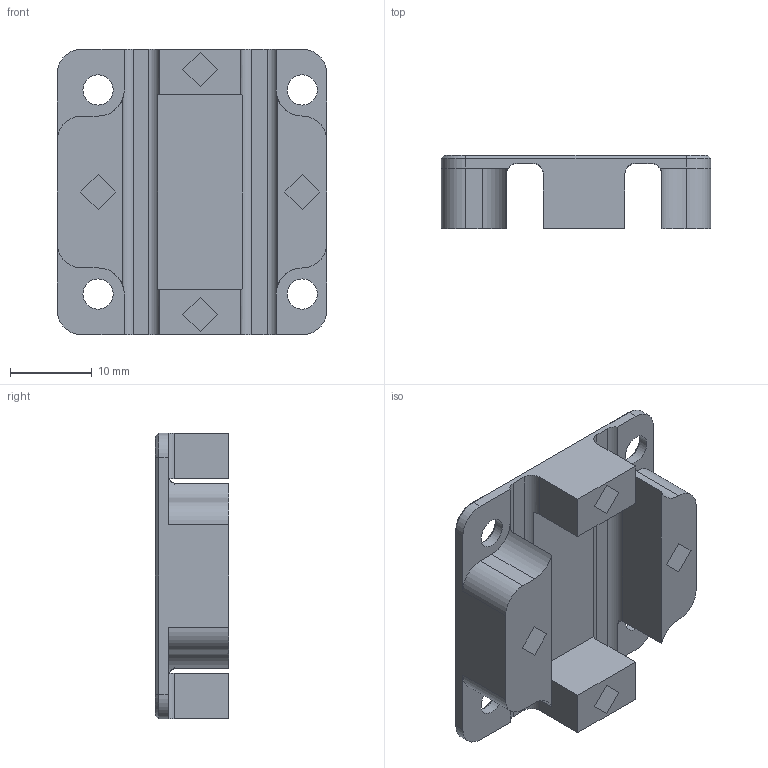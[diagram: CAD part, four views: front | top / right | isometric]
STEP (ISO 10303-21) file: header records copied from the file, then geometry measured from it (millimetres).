
FILE_DESCRIPTION(/* description */ (''),/* implementation_level */ '2;1');
FILE_NAME(/* name */ 'Power_Supply_Case.step',/* time_stamp */ '2025-07-01T16:00:40-06:00',/* author */ (''),/* organization */ (''),/* preprocessor_version */ 'ST-DEVELOPER v20.1',/* originating_system */ 'Autodesk Translation Framework v14.10.0.0',/* authorisation */ '');
FILE_SCHEMA (('AUTOMOTIVE_DESIGN { 1 0 10303 214 3 1 1 }'));
Length unit declared in the file: millimetre
Products named in the file (1): Joserra_Case
Bounding box: 33 x 9 x 35 mm (x, y, z)
Volume: 4093.6 mm3; surface area: 4087.1 mm2
Topology: 1 solids, 1 shells, 86 faces, 228 edges, 148 vertices
Faces by surface type: plane 54, cylinder 24, cone 8
Full cylindrical faces by diameter (mm): 3.7 x4
Entity records: 2751 total; most frequent: CARTESIAN_POINT 519, ORIENTED_EDGE 456, DIRECTION 450, EDGE_CURVE 228, LINE 164, VECTOR 164, VERTEX_POINT 148, AXIS2_PLACEMENT_3D 143
